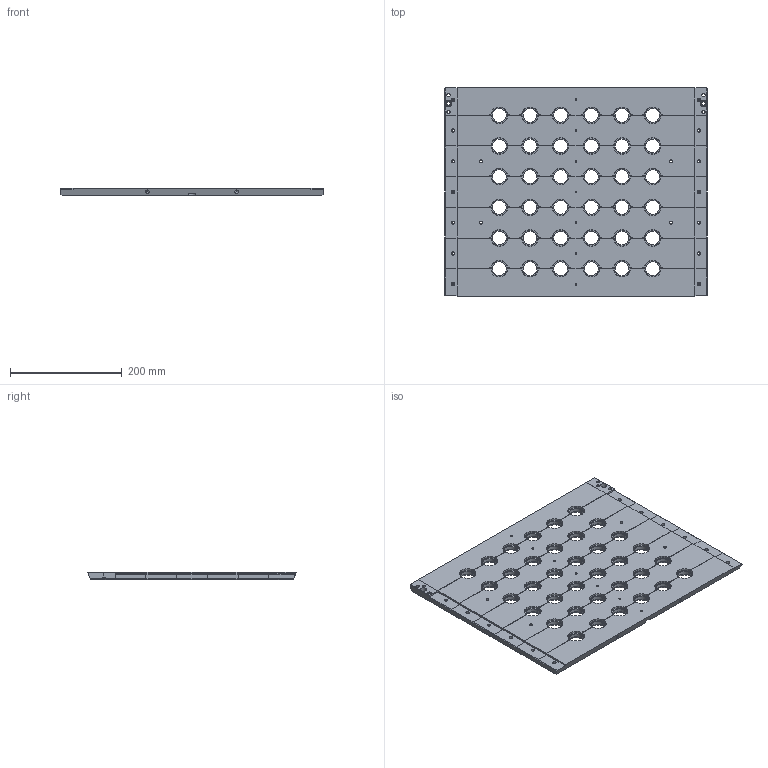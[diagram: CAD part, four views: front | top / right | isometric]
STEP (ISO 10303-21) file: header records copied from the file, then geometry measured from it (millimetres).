
FILE_DESCRIPTION(('STEP AP203'),'1');
FILE_NAME('Listwy kpl.stp','2018-10-18T10:03:13',(' '),(' '),'Spatial InterOp 3D',' ',' ');
FILE_SCHEMA(('CONFIG_CONTROL_DESIGN'));
Length unit declared in the file: millimetre
Products named in the file (7): 1; 2; 3; 4; 5; 6; 7
Bounding box: 470 x 373.5 x 13.69 mm (x, y, z)
Volume: 2006746.8 mm3; surface area: 433922 mm2
Topology: 7 solids, 7 shells, 2193 faces, 6633 edges, 4327 vertices
Faces by surface type: torus 936, plane 711, cylinder 398, sphere 144, cone 4
Entity records: 78780 total; most frequent: CARTESIAN_POINT 15928, DIRECTION 14866, ORIENTED_EDGE 12970, EDGE_CURVE 6485, AXIS2_PLACEMENT_3D 6397, VERTEX_POINT 4327, CIRCLE 4191, EDGE_LOOP 2276
